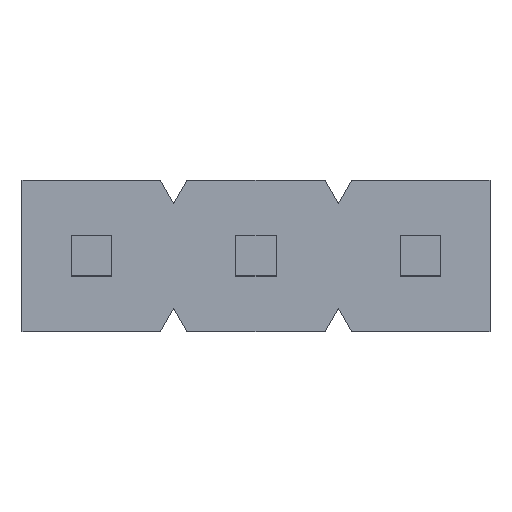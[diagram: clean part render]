
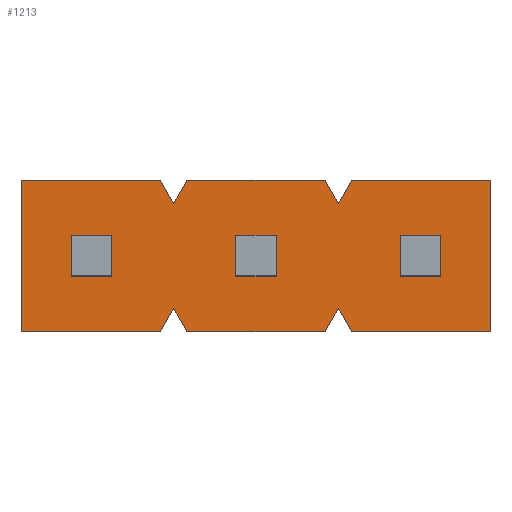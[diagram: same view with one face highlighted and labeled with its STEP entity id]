
A CAD part, top view. The second image highlights one B-rep face of the part: STEP entity #1213.
In plain terms, the highlighted planar face has unit normal (0, 0, 1).
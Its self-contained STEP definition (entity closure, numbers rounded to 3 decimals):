
#154=DIRECTION('',(-1.,0.,0.));
#155=VECTOR('',#154,2.131);
#156=CARTESIAN_POINT('',(-1.475,1.168,0.));
#157=LINE('',#156,#155);
#186=DIRECTION('',(-1.,0.,0.));
#187=VECTOR('',#186,2.129);
#188=CARTESIAN_POINT('',(1.065,1.168,0.));
#189=LINE('',#188,#187);
#218=DIRECTION('',(-1.,0.,0.));
#219=VECTOR('',#218,2.131);
#220=CARTESIAN_POINT('',(3.607,1.168,0.));
#221=LINE('',#220,#219);
#290=DIRECTION('',(0.,-1.,0.));
#291=VECTOR('',#290,2.337);
#292=CARTESIAN_POINT('',(-3.607,1.168,0.));
#293=LINE('',#292,#291);
#294=DIRECTION('',(-0.5,0.866,0.));
#295=VECTOR('',#294,0.411);
#296=CARTESIAN_POINT('',(1.27,0.813,0.));
#297=LINE('',#296,#295);
#298=DIRECTION('',(0.5,0.866,0.));
#299=VECTOR('',#298,0.411);
#300=CARTESIAN_POINT('',(1.27,0.813,0.));
#301=LINE('',#300,#299);
#302=DIRECTION('',(0.,-1.,0.));
#303=VECTOR('',#302,2.337);
#304=CARTESIAN_POINT('',(3.607,1.168,0.));
#305=LINE('',#304,#303);
#306=DIRECTION('',(-0.5,0.866,0.));
#307=VECTOR('',#306,0.411);
#308=CARTESIAN_POINT('',(1.475,-1.168,0.));
#309=LINE('',#308,#307);
#310=DIRECTION('',(-0.5,-0.866,0.));
#311=VECTOR('',#310,0.411);
#312=CARTESIAN_POINT('',(1.27,-0.813,0.));
#313=LINE('',#312,#311);
#314=DIRECTION('',(-0.5,0.866,0.));
#315=VECTOR('',#314,0.411);
#316=CARTESIAN_POINT('',(-1.065,-1.168,0.));
#317=LINE('',#316,#315);
#318=DIRECTION('',(-0.5,-0.866,0.));
#319=VECTOR('',#318,0.411);
#320=CARTESIAN_POINT('',(-1.27,-0.813,0.));
#321=LINE('',#320,#319);
#322=DIRECTION('',(0.5,-0.866,0.));
#323=VECTOR('',#322,0.411);
#324=CARTESIAN_POINT('',(-1.475,1.168,0.));
#325=LINE('',#324,#323);
#326=DIRECTION('',(0.5,0.866,0.));
#327=VECTOR('',#326,0.411);
#328=CARTESIAN_POINT('',(-1.27,0.813,0.));
#329=LINE('',#328,#327);
#330=DIRECTION('',(0.,1.,0.));
#331=VECTOR('',#330,0.622);
#332=CARTESIAN_POINT('',(-2.851,-0.311,0.));
#333=LINE('',#332,#331);
#334=DIRECTION('',(1.,0.,0.));
#335=VECTOR('',#334,0.622);
#336=CARTESIAN_POINT('',(-2.851,-0.311,0.));
#337=LINE('',#336,#335);
#338=DIRECTION('',(0.,1.,0.));
#339=VECTOR('',#338,0.622);
#340=CARTESIAN_POINT('',(-2.229,-0.311,0.));
#341=LINE('',#340,#339);
#342=DIRECTION('',(1.,0.,0.));
#343=VECTOR('',#342,0.622);
#344=CARTESIAN_POINT('',(-2.851,0.311,0.));
#345=LINE('',#344,#343);
#346=DIRECTION('',(0.,1.,0.));
#347=VECTOR('',#346,0.622);
#348=CARTESIAN_POINT('',(-0.311,-0.311,0.));
#349=LINE('',#348,#347);
#350=DIRECTION('',(1.,0.,0.));
#351=VECTOR('',#350,0.622);
#352=CARTESIAN_POINT('',(-0.311,-0.311,0.));
#353=LINE('',#352,#351);
#354=DIRECTION('',(0.,1.,0.));
#355=VECTOR('',#354,0.622);
#356=CARTESIAN_POINT('',(0.311,-0.311,0.));
#357=LINE('',#356,#355);
#358=DIRECTION('',(1.,0.,0.));
#359=VECTOR('',#358,0.622);
#360=CARTESIAN_POINT('',(-0.311,0.311,0.));
#361=LINE('',#360,#359);
#362=DIRECTION('',(0.,1.,0.));
#363=VECTOR('',#362,0.622);
#364=CARTESIAN_POINT('',(2.229,-0.311,0.));
#365=LINE('',#364,#363);
#366=DIRECTION('',(1.,0.,0.));
#367=VECTOR('',#366,0.622);
#368=CARTESIAN_POINT('',(2.229,-0.311,0.));
#369=LINE('',#368,#367);
#370=DIRECTION('',(0.,1.,0.));
#371=VECTOR('',#370,0.622);
#372=CARTESIAN_POINT('',(2.851,-0.311,0.));
#373=LINE('',#372,#371);
#374=DIRECTION('',(1.,0.,0.));
#375=VECTOR('',#374,0.622);
#376=CARTESIAN_POINT('',(2.229,0.311,0.));
#377=LINE('',#376,#375);
#398=DIRECTION('',(-1.,0.,0.));
#399=VECTOR('',#398,2.131);
#400=CARTESIAN_POINT('',(-1.475,-1.168,0.));
#401=LINE('',#400,#399);
#430=DIRECTION('',(-1.,0.,0.));
#431=VECTOR('',#430,2.129);
#432=CARTESIAN_POINT('',(1.065,-1.168,0.));
#433=LINE('',#432,#431);
#462=DIRECTION('',(-1.,0.,0.));
#463=VECTOR('',#462,2.131);
#464=CARTESIAN_POINT('',(3.607,-1.168,0.));
#465=LINE('',#464,#463);
#758=CARTESIAN_POINT('',(-3.607,1.168,0.));
#760=VERTEX_POINT('',#758);
#763=CARTESIAN_POINT('',(3.607,1.168,0.));
#765=VERTEX_POINT('',#763);
#766=CARTESIAN_POINT('',(-3.607,-1.168,0.));
#768=VERTEX_POINT('',#766);
#771=CARTESIAN_POINT('',(3.607,-1.168,0.));
#773=VERTEX_POINT('',#771);
#790=CARTESIAN_POINT('',(-2.851,-0.311,0.));
#791=CARTESIAN_POINT('',(-2.851,0.311,0.));
#792=VERTEX_POINT('',#790);
#793=VERTEX_POINT('',#791);
#794=CARTESIAN_POINT('',(-2.229,-0.311,0.));
#795=CARTESIAN_POINT('',(-2.229,0.311,0.));
#796=VERTEX_POINT('',#794);
#797=VERTEX_POINT('',#795);
#807=CARTESIAN_POINT('',(-1.475,1.168,0.));
#809=VERTEX_POINT('',#807);
#811=CARTESIAN_POINT('',(-1.065,1.168,0.));
#813=VERTEX_POINT('',#811);
#815=CARTESIAN_POINT('',(-1.065,-1.168,0.));
#817=VERTEX_POINT('',#815);
#819=CARTESIAN_POINT('',(-1.475,-1.168,0.));
#821=VERTEX_POINT('',#819);
#826=CARTESIAN_POINT('',(-1.27,0.813,0.));
#827=VERTEX_POINT('',#826);
#828=CARTESIAN_POINT('',(-1.27,-0.813,0.));
#829=VERTEX_POINT('',#828);
#870=CARTESIAN_POINT('',(-0.311,-0.311,0.));
#871=VERTEX_POINT('',#870);
#872=CARTESIAN_POINT('',(-0.311,0.311,0.));
#873=VERTEX_POINT('',#872);
#878=CARTESIAN_POINT('',(0.311,-0.311,0.));
#879=VERTEX_POINT('',#878);
#880=CARTESIAN_POINT('',(0.311,0.311,0.));
#881=VERTEX_POINT('',#880);
#895=CARTESIAN_POINT('',(1.065,1.168,0.));
#897=VERTEX_POINT('',#895);
#899=CARTESIAN_POINT('',(1.065,-1.168,0.));
#901=VERTEX_POINT('',#899);
#906=CARTESIAN_POINT('',(1.27,0.813,0.));
#907=VERTEX_POINT('',#906);
#908=CARTESIAN_POINT('',(1.27,-0.813,0.));
#909=VERTEX_POINT('',#908);
#910=CARTESIAN_POINT('',(1.475,1.168,0.));
#911=VERTEX_POINT('',#910);
#912=CARTESIAN_POINT('',(1.475,-1.168,0.));
#913=VERTEX_POINT('',#912);
#942=CARTESIAN_POINT('',(2.229,-0.311,0.));
#943=VERTEX_POINT('',#942);
#944=CARTESIAN_POINT('',(2.229,0.311,0.));
#945=VERTEX_POINT('',#944);
#950=CARTESIAN_POINT('',(2.851,-0.311,0.));
#951=VERTEX_POINT('',#950);
#952=CARTESIAN_POINT('',(2.851,0.311,0.));
#953=VERTEX_POINT('',#952);
#1148=CARTESIAN_POINT('',(3.607,1.168,0.));
#1149=DIRECTION('',(0.,0.,1.));
#1150=DIRECTION('',(-1.,0.,0.));
#1151=AXIS2_PLACEMENT_3D('',#1148,#1149,#1150);
#1152=PLANE('',#1151);
#1154=ORIENTED_EDGE('',*,*,#1153,.F.);
#1156=ORIENTED_EDGE('',*,*,#1155,.T.);
#1157=ORIENTED_EDGE('',*,*,#1029,.F.);
#1159=ORIENTED_EDGE('',*,*,#1158,.T.);
#1161=ORIENTED_EDGE('',*,*,#1160,.T.);
#1163=ORIENTED_EDGE('',*,*,#1162,.T.);
#1165=ORIENTED_EDGE('',*,*,#1164,.T.);
#1167=ORIENTED_EDGE('',*,*,#1166,.T.);
#1169=ORIENTED_EDGE('',*,*,#1168,.T.);
#1171=ORIENTED_EDGE('',*,*,#1170,.T.);
#1173=ORIENTED_EDGE('',*,*,#1172,.T.);
#1174=ORIENTED_EDGE('',*,*,#1140,.F.);
#1175=ORIENTED_EDGE('',*,*,#981,.F.);
#1177=ORIENTED_EDGE('',*,*,#1176,.T.);
#1179=ORIENTED_EDGE('',*,*,#1178,.T.);
#1180=ORIENTED_EDGE('',*,*,#1005,.F.);
#1181=EDGE_LOOP('',(#1154,#1156,#1157,#1159,#1161,#1163,#1165,#1167,#1169,#1171,
#1173,#1174,#1175,#1177,#1179,#1180));
#1182=FACE_OUTER_BOUND('',#1181,.F.);
#1184=ORIENTED_EDGE('',*,*,#1183,.F.);
#1186=ORIENTED_EDGE('',*,*,#1185,.T.);
#1188=ORIENTED_EDGE('',*,*,#1187,.T.);
#1190=ORIENTED_EDGE('',*,*,#1189,.F.);
#1191=EDGE_LOOP('',(#1184,#1186,#1188,#1190));
#1192=FACE_BOUND('',#1191,.F.);
#1194=ORIENTED_EDGE('',*,*,#1193,.F.);
#1196=ORIENTED_EDGE('',*,*,#1195,.T.);
#1198=ORIENTED_EDGE('',*,*,#1197,.T.);
#1200=ORIENTED_EDGE('',*,*,#1199,.F.);
#1201=EDGE_LOOP('',(#1194,#1196,#1198,#1200));
#1202=FACE_BOUND('',#1201,.F.);
#1204=ORIENTED_EDGE('',*,*,#1203,.F.);
#1206=ORIENTED_EDGE('',*,*,#1205,.T.);
#1208=ORIENTED_EDGE('',*,*,#1207,.T.);
#1210=ORIENTED_EDGE('',*,*,#1209,.F.);
#1211=EDGE_LOOP('',(#1204,#1206,#1208,#1210));
#1212=FACE_BOUND('',#1211,.F.);
#981=EDGE_CURVE('',#809,#760,#157,.T.);
#1005=EDGE_CURVE('',#897,#813,#189,.T.);
#1029=EDGE_CURVE('',#765,#911,#221,.T.);
#1140=EDGE_CURVE('',#760,#768,#293,.T.);
#1153=EDGE_CURVE('',#907,#897,#297,.T.);
#1155=EDGE_CURVE('',#907,#911,#301,.T.);
#1158=EDGE_CURVE('',#765,#773,#305,.T.);
#1160=EDGE_CURVE('',#773,#913,#465,.T.);
#1162=EDGE_CURVE('',#913,#909,#309,.T.);
#1164=EDGE_CURVE('',#909,#901,#313,.T.);
#1166=EDGE_CURVE('',#901,#817,#433,.T.);
#1168=EDGE_CURVE('',#817,#829,#317,.T.);
#1170=EDGE_CURVE('',#829,#821,#321,.T.);
#1172=EDGE_CURVE('',#821,#768,#401,.T.);
#1176=EDGE_CURVE('',#809,#827,#325,.T.);
#1178=EDGE_CURVE('',#827,#813,#329,.T.);
#1183=EDGE_CURVE('',#792,#793,#333,.T.);
#1185=EDGE_CURVE('',#792,#796,#337,.T.);
#1187=EDGE_CURVE('',#796,#797,#341,.T.);
#1189=EDGE_CURVE('',#793,#797,#345,.T.);
#1193=EDGE_CURVE('',#871,#873,#349,.T.);
#1195=EDGE_CURVE('',#871,#879,#353,.T.);
#1197=EDGE_CURVE('',#879,#881,#357,.T.);
#1199=EDGE_CURVE('',#873,#881,#361,.T.);
#1203=EDGE_CURVE('',#943,#945,#365,.T.);
#1205=EDGE_CURVE('',#943,#951,#369,.T.);
#1207=EDGE_CURVE('',#951,#953,#373,.T.);
#1209=EDGE_CURVE('',#945,#953,#377,.T.);
#1213=ADVANCED_FACE('',(#1182,#1192,#1202,#1212),#1152,.T.);
